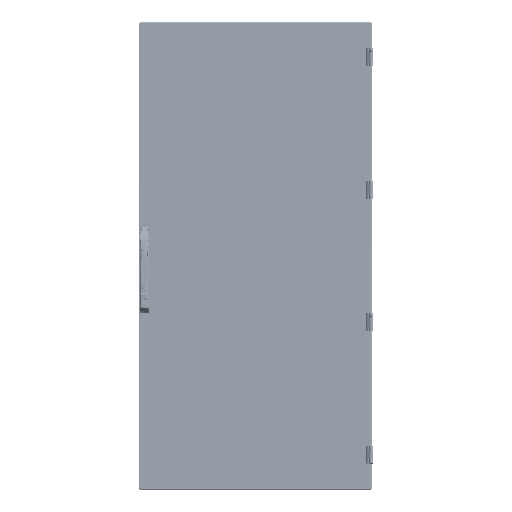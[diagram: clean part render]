
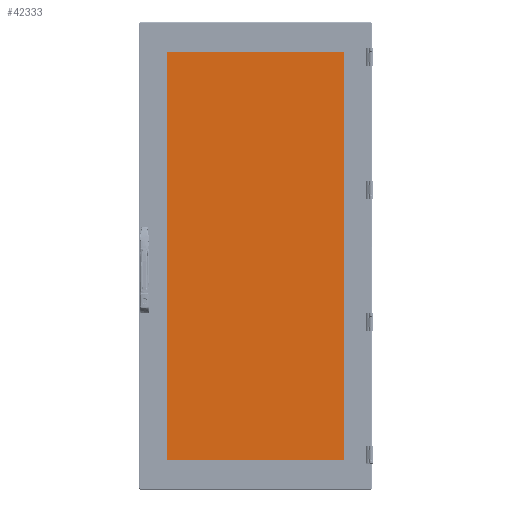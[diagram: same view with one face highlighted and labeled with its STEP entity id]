
A CAD part, top view. The second image highlights one B-rep face of the part: STEP entity #42333.
In plain terms, the highlighted planar face has unit normal (0, 0, 1).
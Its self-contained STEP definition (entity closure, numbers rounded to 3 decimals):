
#1311 = CARTESIAN_POINT ( 'NONE',  ( -323.25, 711.05, 4. ) ) ;
#3204 = VECTOR ( 'NONE', #17332, 1000. ) ;
#3611 = EDGE_CURVE ( 'NONE', #55872, #52456, #25689, .T. ) ;
#3850 = VECTOR ( 'NONE', #8244, 1000. ) ;
#8244 = DIRECTION ( 'NONE',  ( -1., 0., 0. ) ) ;
#8257 = DIRECTION ( 'NONE',  ( 0., -1., 0. ) ) ;
#10962 = CARTESIAN_POINT ( 'NONE',  ( -323.25, 711.05, 4. ) ) ;
#11611 = DIRECTION ( 'NONE',  ( 0., 1., 0. ) ) ;
#11872 = ORIENTED_EDGE ( 'NONE', *, *, #19578, .T. ) ;
#13518 = EDGE_LOOP ( 'NONE', ( #30426, #23781, #11872, #22926 ) ) ;
#17332 = DIRECTION ( 'NONE',  ( 1., 0., 0. ) ) ;
#19041 = LINE ( 'NONE', #49961, #25588 ) ;
#19578 = EDGE_CURVE ( 'NONE', #84246, #55872, #91295, .T. ) ;
#22174 = CARTESIAN_POINT ( 'NONE',  ( -323.25, -711.05, 4. ) ) ;
#22926 = ORIENTED_EDGE ( 'NONE', *, *, #3611, .T. ) ;
#23781 = ORIENTED_EDGE ( 'NONE', *, *, #47097, .T. ) ;
#25588 = VECTOR ( 'NONE', #11611, 1000. ) ;
#25689 = LINE ( 'NONE', #52606, #3204 ) ;
#30426 = ORIENTED_EDGE ( 'NONE', *, *, #57245, .T. ) ;
#33877 = DIRECTION ( 'NONE',  ( -1., 0., 0. ) ) ;
#37818 = CARTESIAN_POINT ( 'NONE',  ( 323.25, -711.05, 4. ) ) ;
#41745 = PLANE ( 'NONE',  #81720 ) ;
#42333 = ADVANCED_FACE ( 'NONE', ( #69575 ), #41745, .F. ) ;
#47097 = EDGE_CURVE ( 'NONE', #65114, #84246, #79634, .T. ) ;
#48534 = CARTESIAN_POINT ( 'NONE',  ( -323.25, -711.05, 4. ) ) ;
#49961 = CARTESIAN_POINT ( 'NONE',  ( 323.25, -711.05, 4. ) ) ;
#51189 = VECTOR ( 'NONE', #8257, 1000. ) ;
#52456 = VERTEX_POINT ( 'NONE', #37818 ) ;
#52606 = CARTESIAN_POINT ( 'NONE',  ( -323.25, -711.05, 4. ) ) ;
#55872 = VERTEX_POINT ( 'NONE', #48534 ) ;
#57245 = EDGE_CURVE ( 'NONE', #52456, #65114, #19041, .T. ) ;
#65114 = VERTEX_POINT ( 'NONE', #81311 ) ;
#69575 = FACE_OUTER_BOUND ( 'NONE', #13518, .T. ) ;
#79634 = LINE ( 'NONE', #1311, #3850 ) ;
#81311 = CARTESIAN_POINT ( 'NONE',  ( 323.25, 711.05, 4. ) ) ;
#81720 = AXIS2_PLACEMENT_3D ( 'NONE', #85293, #84853, #33877 ) ;
#84246 = VERTEX_POINT ( 'NONE', #10962 ) ;
#84853 = DIRECTION ( 'NONE',  ( 0., 0., -1. ) ) ;
#85293 = CARTESIAN_POINT ( 'NONE',  ( 0., 0., 4. ) ) ;
#91295 = LINE ( 'NONE', #22174, #51189 ) ;
